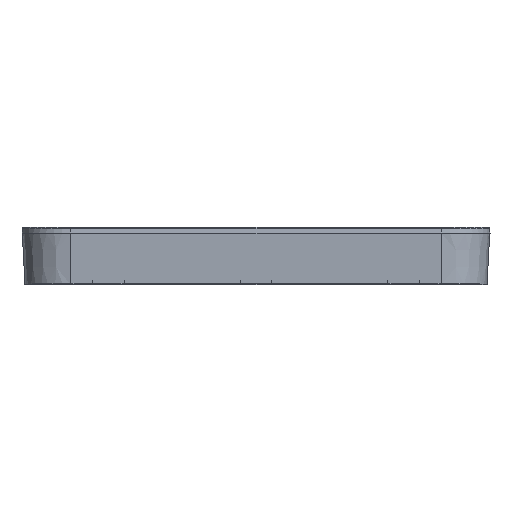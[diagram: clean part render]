
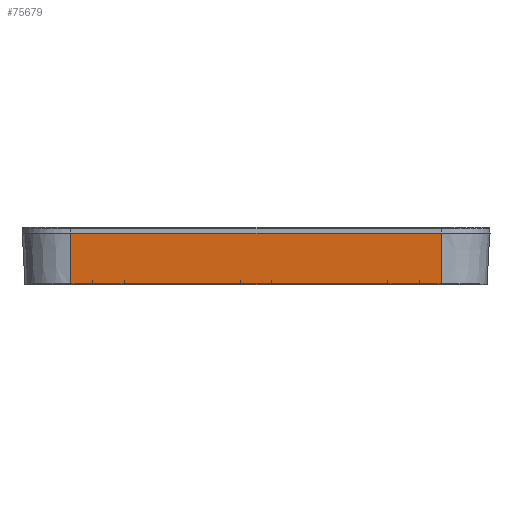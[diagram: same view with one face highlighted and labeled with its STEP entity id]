
A CAD part, left-side view. The second image highlights one B-rep face of the part: STEP entity #75679.
In plain terms, the highlighted face is planar.
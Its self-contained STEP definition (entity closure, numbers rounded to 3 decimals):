
#313=DIRECTION('',(-0.052,0.999,0.));
#314=VECTOR('',#313,9.012);
#315=CARTESIAN_POINT('',(-40.228,0.,32.25));
#316=LINE('6603',#315,#314);
#317=DIRECTION('',(0.,0.,1.));
#318=VECTOR('',#317,64.5);
#319=CARTESIAN_POINT('',(-40.228,0.,-32.25));
#320=LINE('6594',#319,#318);
#321=DIRECTION('',(-0.052,0.999,0.));
#322=VECTOR('',#321,9.012);
#323=CARTESIAN_POINT('',(-40.228,0.,-32.25));
#324=LINE('6602',#323,#322);
#369=DIRECTION('',(0.,0.,1.));
#370=VECTOR('',#369,64.5);
#371=CARTESIAN_POINT('',(-40.7,9.,-32.25));
#372=LINE('6578',#371,#370);
#66010=CARTESIAN_POINT('',(-40.7,9.,-32.25));
#66011=VERTEX_POINT('',#66010);
#66012=CARTESIAN_POINT('',(-40.7,9.,32.25));
#66013=VERTEX_POINT('',#66012);
#66042=CARTESIAN_POINT('',(-40.228,0.,-32.25));
#66043=VERTEX_POINT('',#66042);
#66044=CARTESIAN_POINT('',(-40.228,0.,32.25));
#66045=VERTEX_POINT('',#66044);
#75666=CARTESIAN_POINT('',(-40.7,9.,-32.25));
#75667=DIRECTION('',(0.999,0.052,0.));
#75668=DIRECTION('',(0.,0.,1.));
#75669=AXIS2_PLACEMENT_3D('',#75666,#75667,#75668);
#75670=PLANE('6560',#75669);
#75671=ORIENTED_EDGE('6594',*,*,#75545,.F.);
#75673=ORIENTED_EDGE('6602',*,*,#75672,.T.);
#75675=ORIENTED_EDGE('6578',*,*,#75674,.T.);
#75676=ORIENTED_EDGE('6603',*,*,#75651,.F.);
#75677=EDGE_LOOP('6560',(#75671,#75673,#75675,#75676));
#75678=FACE_OUTER_BOUND('6560',#75677,.F.);
#75679=ADVANCED_FACE('6560',(#75678),#75670,.F.);
#75545=EDGE_CURVE('6594',#66043,#66045,#320,.T.);
#75651=EDGE_CURVE('6603',#66045,#66013,#316,.T.);
#75672=EDGE_CURVE('6602',#66043,#66011,#324,.T.);
#75674=EDGE_CURVE('6578',#66011,#66013,#372,.T.);
